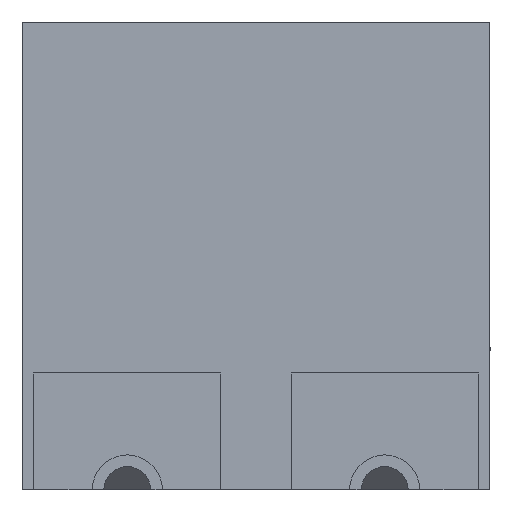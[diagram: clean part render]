
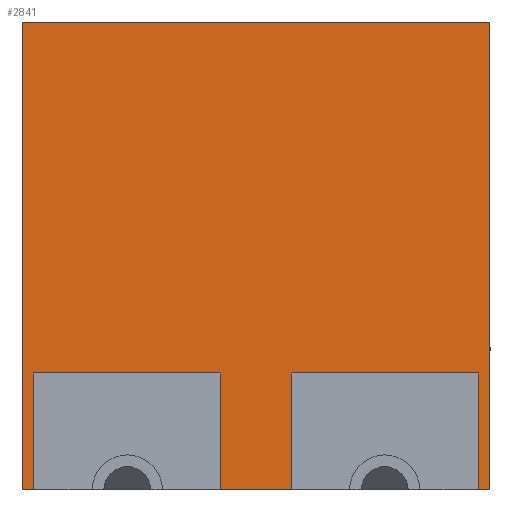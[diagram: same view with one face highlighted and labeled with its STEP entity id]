
A CAD part, left-side view. The second image highlights one B-rep face of the part: STEP entity #2841.
In plain terms, the highlighted planar face has unit normal (-1, 0, 0).
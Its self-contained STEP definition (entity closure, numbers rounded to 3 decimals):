
#126 = CARTESIAN_POINT ( 'NONE',  ( -772.108, -170.76, -1.2 ) ) ;
#222 = LINE ( 'NONE', #1876, #3395 ) ;
#291 = CIRCLE ( 'NONE', #1697, 0.3 ) ;
#325 = VECTOR ( 'NONE', #1683, 1000. ) ;
#335 = EDGE_CURVE ( 'NONE', #2539, #589, #222, .T. ) ;
#415 = EDGE_CURVE ( 'NONE', #3553, #1913, #2745, .T. ) ;
#476 = VECTOR ( 'NONE', #563, 1000. ) ;
#556 = CARTESIAN_POINT ( 'NONE',  ( -772.108, -169.56, 2.8 ) ) ;
#563 = DIRECTION ( 'NONE',  ( 0., 1., 0. ) ) ;
#567 = AXIS2_PLACEMENT_3D ( 'NONE', #1210, #1828, #2180 ) ;
#585 = ORIENTED_EDGE ( 'NONE', *, *, #335, .T. ) ;
#589 = VERTEX_POINT ( 'NONE', #3048 ) ;
#638 = EDGE_CURVE ( 'NONE', #1864, #1913, #3845, .T. ) ;
#688 = CARTESIAN_POINT ( 'NONE',  ( -772.108, -170.46, -1.2 ) ) ;
#793 = CARTESIAN_POINT ( 'NONE',  ( -772.108, -169.56, -1.2 ) ) ;
#880 = LINE ( 'NONE', #2584, #2787 ) ;
#996 = ORIENTED_EDGE ( 'NONE', *, *, #3381, .T. ) ;
#1039 = EDGE_CURVE ( 'NONE', #1864, #1357, #880, .T. ) ;
#1071 = DIRECTION ( 'NONE',  ( 0., 0., -1. ) ) ;
#1133 = ORIENTED_EDGE ( 'NONE', *, *, #3681, .T. ) ;
#1210 = CARTESIAN_POINT ( 'NONE',  ( -772.108, -172.66, -1.2 ) ) ;
#1220 = VECTOR ( 'NONE', #2185, 1000. ) ;
#1260 = DIRECTION ( 'NONE',  ( -1., 0., 0. ) ) ;
#1357 = VERTEX_POINT ( 'NONE', #2946 ) ;
#1455 = AXIS2_PLACEMENT_3D ( 'NONE', #1550, #1260, #3144 ) ;
#1465 = ORIENTED_EDGE ( 'NONE', *, *, #1882, .F. ) ;
#1478 = FACE_OUTER_BOUND ( 'NONE', #3610, .T. ) ;
#1497 = CARTESIAN_POINT ( 'NONE',  ( -772.108, -173.56, 2.8 ) ) ;
#1508 = VERTEX_POINT ( 'NONE', #3942 ) ;
#1515 = ORIENTED_EDGE ( 'NONE', *, *, #638, .F. ) ;
#1539 = PLANE ( 'NONE',  #1455 ) ;
#1550 = CARTESIAN_POINT ( 'NONE',  ( -772.108, -169.56, -1.2 ) ) ;
#1650 = DIRECTION ( 'NONE',  ( 1., 0., 0. ) ) ;
#1683 = DIRECTION ( 'NONE',  ( 0., 0., -1. ) ) ;
#1697 = AXIS2_PLACEMENT_3D ( 'NONE', #688, #1650, #1071 ) ;
#1828 = DIRECTION ( 'NONE',  ( 1., 0., 0. ) ) ;
#1838 = CARTESIAN_POINT ( 'NONE',  ( -772.108, -173.56, -1.2 ) ) ;
#1864 = VERTEX_POINT ( 'NONE', #793 ) ;
#1876 = CARTESIAN_POINT ( 'NONE',  ( -772.108, -169.56, -1.2 ) ) ;
#1882 = EDGE_CURVE ( 'NONE', #3760, #1508, #3771, .T. ) ;
#1913 = VERTEX_POINT ( 'NONE', #4040 ) ;
#2012 = ORIENTED_EDGE ( 'NONE', *, *, #1039, .T. ) ;
#2180 = DIRECTION ( 'NONE',  ( 0., 0., -1. ) ) ;
#2185 = DIRECTION ( 'NONE',  ( 0., 0., 1. ) ) ;
#2347 = DIRECTION ( 'NONE',  ( 0., 1., 0. ) ) ;
#2539 = VERTEX_POINT ( 'NONE', #126 ) ;
#2584 = CARTESIAN_POINT ( 'NONE',  ( -772.108, -169.56, -1.2 ) ) ;
#2745 = LINE ( 'NONE', #556, #476 ) ;
#2787 = VECTOR ( 'NONE', #3909, 1000. ) ;
#2841 = ADVANCED_FACE ( 'NONE', ( #1478 ), #1539, .T. ) ;
#2889 = LINE ( 'NONE', #3316, #325 ) ;
#2946 = CARTESIAN_POINT ( 'NONE',  ( -772.108, -170.16, -1.2 ) ) ;
#3020 = ORIENTED_EDGE ( 'NONE', *, *, #415, .T. ) ;
#3048 = CARTESIAN_POINT ( 'NONE',  ( -772.108, -172.36, -1.2 ) ) ;
#3144 = DIRECTION ( 'NONE',  ( 0., 0., 1. ) ) ;
#3316 = CARTESIAN_POINT ( 'NONE',  ( -772.108, -173.56, -1.2 ) ) ;
#3381 = EDGE_CURVE ( 'NONE', #1357, #2539, #291, .T. ) ;
#3395 = VECTOR ( 'NONE', #3454, 1000. ) ;
#3417 = VECTOR ( 'NONE', #2347, 1000. ) ;
#3454 = DIRECTION ( 'NONE',  ( 0., -1., 0. ) ) ;
#3553 = VERTEX_POINT ( 'NONE', #1497 ) ;
#3610 = EDGE_LOOP ( 'NONE', ( #1515, #2012, #996, #585, #1133, #1465, #3912, #3020 ) ) ;
#3681 = EDGE_CURVE ( 'NONE', #589, #1508, #3707, .T. ) ;
#3707 = CIRCLE ( 'NONE', #567, 0.3 ) ;
#3760 = VERTEX_POINT ( 'NONE', #1838 ) ;
#3771 = LINE ( 'NONE', #3939, #3417 ) ;
#3845 = LINE ( 'NONE', #4089, #1220 ) ;
#3909 = DIRECTION ( 'NONE',  ( 0., -1., 0. ) ) ;
#3912 = ORIENTED_EDGE ( 'NONE', *, *, #4004, .F. ) ;
#3939 = CARTESIAN_POINT ( 'NONE',  ( -772.108, -173.56, -1.2 ) ) ;
#3942 = CARTESIAN_POINT ( 'NONE',  ( -772.108, -172.96, -1.2 ) ) ;
#4004 = EDGE_CURVE ( 'NONE', #3553, #3760, #2889, .T. ) ;
#4040 = CARTESIAN_POINT ( 'NONE',  ( -772.108, -169.56, 2.8 ) ) ;
#4089 = CARTESIAN_POINT ( 'NONE',  ( -772.108, -169.56, -1.2 ) ) ;
